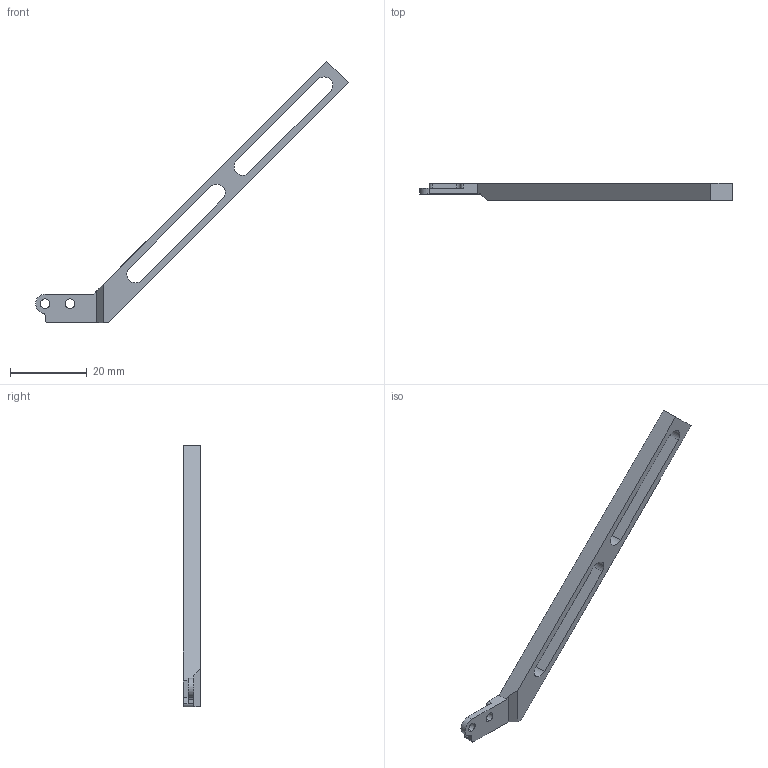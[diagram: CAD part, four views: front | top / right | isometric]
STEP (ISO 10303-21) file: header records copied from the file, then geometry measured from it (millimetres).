
FILE_DESCRIPTION (( 'STEP AP203' ), '1' );
FILE_NAME ('77-HeadbarHolder-modified.STEP', '2021-11-11T15:00:12', ( '' ), ( '' ), 'SwSTEP 2.0', 'SolidWorks 2020', '' );
FILE_SCHEMA (( 'CONFIG_CONTROL_DESIGN' ));
Length unit declared in the file: millimetre
Products named in the file (1): 77-HeadbarHolder-modified
Bounding box: 81.6 x 4.45 x 68.26 mm (x, y, z)
Volume: 2000 mm3; surface area: 2613.6 mm2
Topology: 1 solids, 1 shells, 33 faces, 92 edges, 61 vertices
Faces by surface type: plane 17, cylinder 16
Entity records: 1163 total; most frequent: DIRECTION 192, CARTESIAN_POINT 187, ORIENTED_EDGE 184, EDGE_CURVE 92, AXIS2_PLACEMENT_3D 66, VERTEX_POINT 61, VECTOR 60, LINE 60
